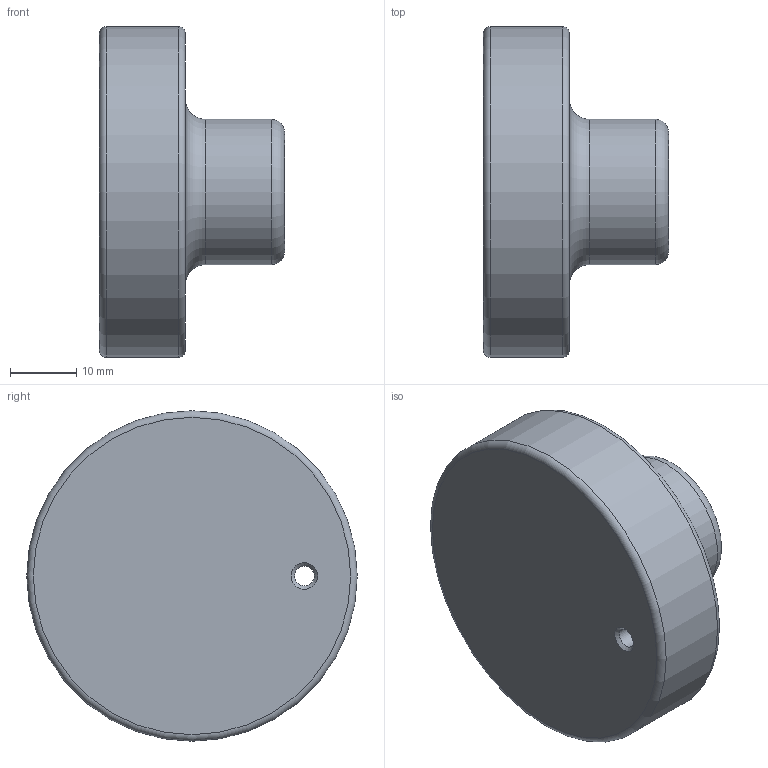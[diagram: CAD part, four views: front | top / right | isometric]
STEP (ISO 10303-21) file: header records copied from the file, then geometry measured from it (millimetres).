
FILE_DESCRIPTION(/* description */ (''),/* implementation_level */ '2;1');
FILE_NAME(/* name */ 'SAH_50_C_N.dxf',/* time_stamp */ '2012-11-23T16:47:55+08:00',/* author */ (''),/* organization */ (''),/* preprocessor_version */ 'ST-DEVELOPER v9',/* originating_system */ 'UGS - NX 4.0',/* authorisation */ '');
FILE_SCHEMA (('CONFIG_CONTROL_DESIGN'));
Length unit declared in the file: millimetre
Products named in the file (1): Admi8F1Axn3o
Bounding box: 28 x 50 x 50 mm (x, y, z)
Volume: 30942.9 mm3; surface area: 6983.3 mm2
Topology: 1 solids, 1 shells, 15 faces, 29 edges, 17 vertices
Faces by surface type: torus 4, cylinder 4, cone 4, plane 3
Full cylindrical faces by diameter (mm): 3 x1, 5 x1, 22 x1, 50 x1
Entity records: 398 total; most frequent: DIRECTION 62, CARTESIAN_POINT 47, AXIS2_PLACEMENT_3D 31, EDGE_LOOP 30, ORIENTED_EDGE 30, FACE_BOUND 24, VERTEX_POINT 16, ADVANCED_FACE 15
